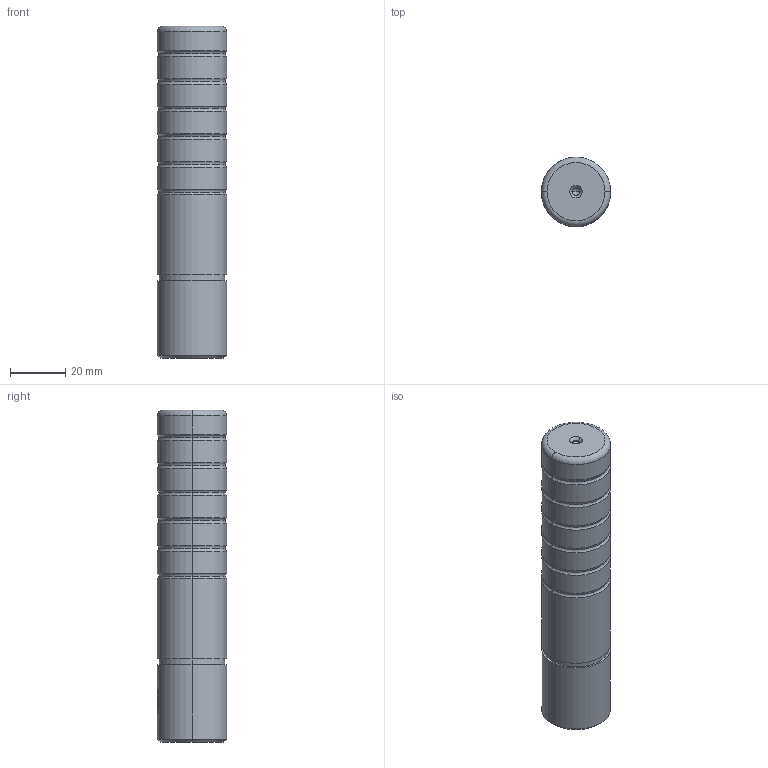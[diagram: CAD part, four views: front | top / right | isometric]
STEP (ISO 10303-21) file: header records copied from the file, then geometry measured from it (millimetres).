
FILE_DESCRIPTION (( 'STEP AP214' ), '1' );
FILE_NAME ('SGON-D25-120.step', '2021-07-29T03:51:41', ( 'User' ), ( 'china' ), 'SwSTEP 2.0', 'SolidWorks 2016', '' );
FILE_SCHEMA (( 'AUTOMOTIVE_DESIGN' ));
Length unit declared in the file: millimetre
Products named in the file (1): SGON-D25-120
Bounding box: 25.03 x 25.03 x 120 mm (x, y, z)
Volume: 57545.4 mm3; surface area: 10978.4 mm2
Topology: 1 solids, 1 shells, 85 faces, 186 edges, 106 vertices
Faces by surface type: cylinder 36, torus 26, plane 13, cone 10
Entity records: 2606 total; most frequent: CARTESIAN_POINT 690, DIRECTION 428, ORIENTED_EDGE 364, AXIS2_PLACEMENT_3D 184, EDGE_CURVE 182, VERTEX_POINT 106, CIRCLE 98, EDGE_LOOP 92
